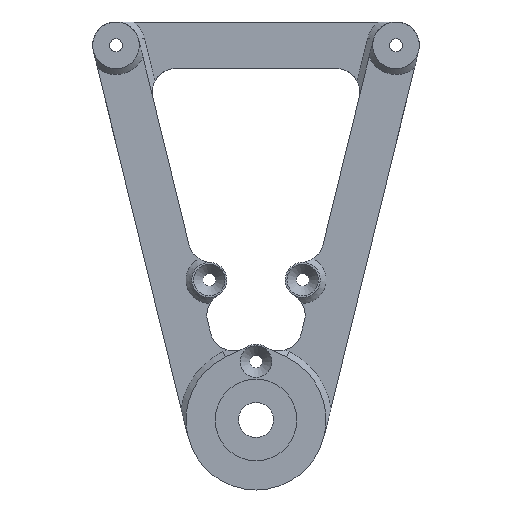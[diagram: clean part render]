
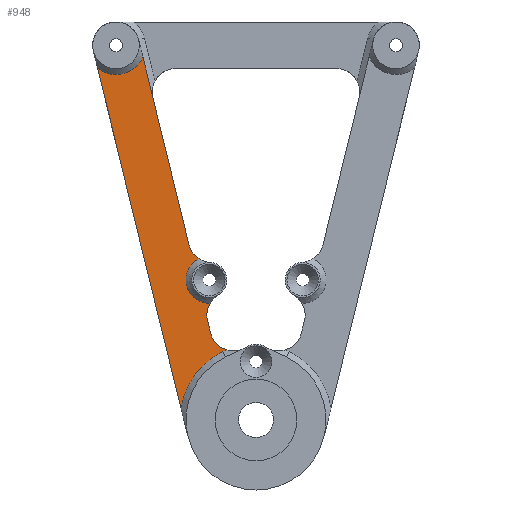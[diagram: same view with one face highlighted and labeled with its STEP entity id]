
A CAD part, left-side view. The second image highlights one B-rep face of the part: STEP entity #948.
In plain terms, the highlighted planar face has unit normal (-1, 0, 0).
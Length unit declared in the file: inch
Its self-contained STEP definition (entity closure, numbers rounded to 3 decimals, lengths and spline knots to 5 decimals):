
#49=PLANE('',#1049);
#102=FACE_OUTER_BOUND('',#162,.T.);
#162=EDGE_LOOP('',(#691,#692,#693,#694,#695,#696,#697,#698,#699,#700,#701));
#224=LINE('',#1513,#288);
#228=LINE('',#1531,#292);
#229=LINE('',#1539,#293);
#230=LINE('',#1541,#294);
#231=LINE('',#1544,#295);
#288=VECTOR('',#1209,0.3937);
#292=VECTOR('',#1225,0.3937);
#293=VECTOR('',#1232,0.3937);
#294=VECTOR('',#1233,0.3937);
#295=VECTOR('',#1236,0.3937);
#364=CIRCLE('',#1046,0.8125);
#366=CIRCLE('',#1050,0.25);
#367=CIRCLE('',#1051,0.25);
#368=CIRCLE('',#1052,0.25);
#369=CIRCLE('',#1053,0.25);
#370=CIRCLE('',#1054,0.3125);
#429=VERTEX_POINT('',#1510);
#430=VERTEX_POINT('',#1512);
#431=VERTEX_POINT('',#1516);
#434=VERTEX_POINT('',#1528);
#435=VERTEX_POINT('',#1530);
#436=VERTEX_POINT('',#1532);
#437=VERTEX_POINT('',#1534);
#438=VERTEX_POINT('',#1536);
#439=VERTEX_POINT('',#1538);
#440=VERTEX_POINT('',#1540);
#441=VERTEX_POINT('',#1542);
#525=EDGE_CURVE('',#429,#430,#224,.T.);
#528=EDGE_CURVE('',#430,#431,#364,.T.);
#532=EDGE_CURVE('',#434,#429,#366,.T.);
#533=EDGE_CURVE('',#435,#434,#228,.T.);
#534=EDGE_CURVE('',#436,#435,#367,.T.);
#535=EDGE_CURVE('',#437,#436,#368,.T.);
#536=EDGE_CURVE('',#438,#437,#369,.T.);
#537=EDGE_CURVE('',#439,#438,#229,.T.);
#538=EDGE_CURVE('',#440,#439,#230,.T.);
#539=EDGE_CURVE('',#441,#440,#370,.T.);
#540=EDGE_CURVE('',#431,#441,#231,.T.);
#691=ORIENTED_EDGE('',*,*,#528,.F.);
#692=ORIENTED_EDGE('',*,*,#525,.F.);
#693=ORIENTED_EDGE('',*,*,#532,.F.);
#694=ORIENTED_EDGE('',*,*,#533,.F.);
#695=ORIENTED_EDGE('',*,*,#534,.F.);
#696=ORIENTED_EDGE('',*,*,#535,.F.);
#697=ORIENTED_EDGE('',*,*,#536,.F.);
#698=ORIENTED_EDGE('',*,*,#537,.F.);
#699=ORIENTED_EDGE('',*,*,#538,.F.);
#700=ORIENTED_EDGE('',*,*,#539,.F.);
#701=ORIENTED_EDGE('',*,*,#540,.F.);
#948=ADVANCED_FACE('',(#102),#49,.T.);
#1046=AXIS2_PLACEMENT_3D('',#1520,#1213,#1214);
#1049=AXIS2_PLACEMENT_3D('',#1527,#1221,#1222);
#1050=AXIS2_PLACEMENT_3D('',#1529,#1223,#1224);
#1051=AXIS2_PLACEMENT_3D('',#1533,#1226,#1227);
#1052=AXIS2_PLACEMENT_3D('',#1535,#1228,#1229);
#1053=AXIS2_PLACEMENT_3D('',#1537,#1230,#1231);
#1054=AXIS2_PLACEMENT_3D('',#1543,#1234,#1235);
#1209=DIRECTION('',(0.,0.9,-0.436));
#1213=DIRECTION('center_axis',(-1.,0.,0.));
#1214=DIRECTION('ref_axis',(0.,1.,0.));
#1221=DIRECTION('center_axis',(-1.,0.,0.));
#1222=DIRECTION('ref_axis',(0.,0.,1.));
#1223=DIRECTION('center_axis',(-1.,0.,0.));
#1224=DIRECTION('ref_axis',(0.,-0.971,0.238));
#1225=DIRECTION('',(0.,-0.238,-0.971));
#1226=DIRECTION('center_axis',(-1.,0.,0.));
#1227=DIRECTION('ref_axis',(0.,0.923,0.386));
#1228=DIRECTION('center_axis',(-1.,0.,0.));
#1229=DIRECTION('ref_axis',(0.,1.,0.));
#1230=DIRECTION('center_axis',(-1.,0.,0.));
#1231=DIRECTION('ref_axis',(0.,0.639,-0.769));
#1232=DIRECTION('',(0.,-0.238,-0.971));
#1233=DIRECTION('',(0.,-0.238,-0.971));
#1234=DIRECTION('center_axis',(-1.,0.,0.));
#1235=DIRECTION('ref_axis',(0.,-1.,0.));
#1236=DIRECTION('',(0.,0.238,0.971));
#1510=CARTESIAN_POINT('',(0.0625,0.31576,-3.51315));
#1512=CARTESIAN_POINT('',(0.0625,0.35416,-3.53175));
#1513=CARTESIAN_POINT('',(0.0625,-0.12173,-3.30127));
#1516=CARTESIAN_POINT('',(0.0625,0.80288,-4.13832));
#1520=CARTESIAN_POINT('Origin',(0.0625,0.,-4.263));
#1527=CARTESIAN_POINT('Origin',(0.0625,0.,-2.2209));
#1528=CARTESIAN_POINT('',(0.0625,0.48557,-3.33365));
#1529=CARTESIAN_POINT('Origin',(0.0625,0.24278,-3.27404));
#1530=CARTESIAN_POINT('',(0.0625,0.51877,-3.1984));
#1531=CARTESIAN_POINT('',(0.0625,0.6501,-2.66346));
#1532=CARTESIAN_POINT('',(0.0625,0.49195,-3.01287));
#1533=CARTESIAN_POINT('Origin',(0.0625,0.27598,-3.1388));
#1534=CARTESIAN_POINT('',(0.0625,0.60857,-2.53781));
#1535=CARTESIAN_POINT('Origin',(0.0625,0.5,-2.763));
#1536=CARTESIAN_POINT('',(0.0625,0.71826,-2.38579));
#1537=CARTESIAN_POINT('Origin',(0.0625,0.47547,-2.32619));
#1538=CARTESIAN_POINT('',(0.0625,1.1052,-0.8096));
#1539=CARTESIAN_POINT('',(0.0625,0.94841,-1.44829));
#1540=CARTESIAN_POINT('',(0.0625,1.21251,-0.37249));
#1541=CARTESIAN_POINT('',(0.0625,0.94841,-1.44829));
#1542=CARTESIAN_POINT('',(0.0625,1.69809,-0.4917));
#1543=CARTESIAN_POINT('Origin',(0.0625,1.5,-0.25));
#1544=CARTESIAN_POINT('',(0.0625,0.96478,-3.4788));
